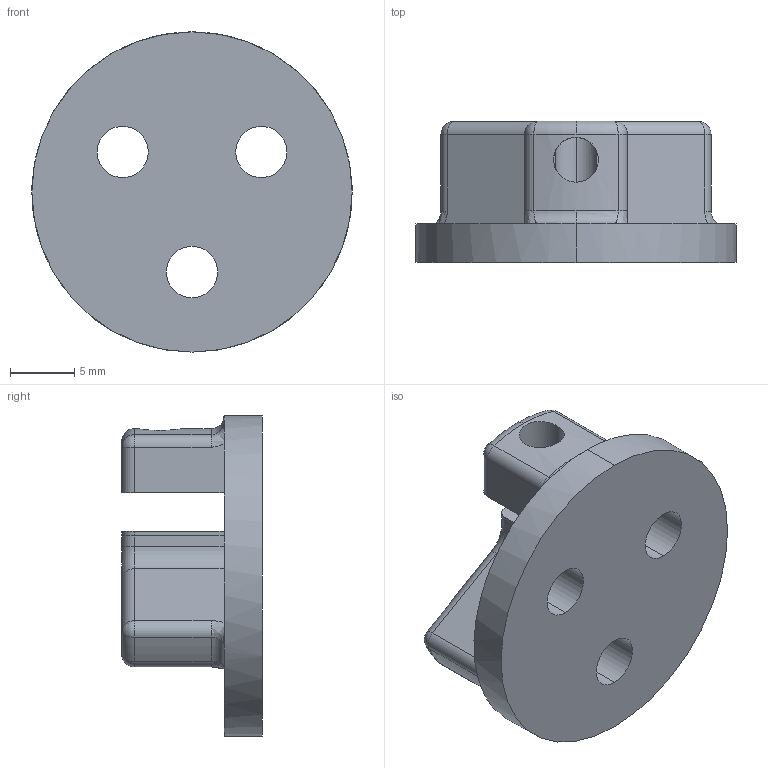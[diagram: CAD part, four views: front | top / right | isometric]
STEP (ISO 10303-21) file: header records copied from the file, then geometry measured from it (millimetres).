
FILE_DESCRIPTION (( 'STEP AP203' ), '1' );
FILE_NAME ('Cople_Predeterminado_sldprt.STEP', '2024-07-23T21:01:06', ( '' ), ( '' ), 'SwSTEP 2.0', 'SolidWorks 2018', '' );
FILE_SCHEMA (( 'CONFIG_CONTROL_DESIGN' ));
Length unit declared in the file: centimetre
Products named in the file (1): Cople_Predeterminado_sldprt
Bounding box: 25 x 11 x 25 mm (x, y, z)
Volume: 2295.4 mm3; surface area: 1992.7 mm2
Topology: 1 solids, 1 shells, 85 faces, 217 edges, 127 vertices
Faces by surface type: cylinder 39, plane 20, torus 14, sphere 6, bspline 6
Entity records: 2997 total; most frequent: CARTESIAN_POINT 882, DIRECTION 450, ORIENTED_EDGE 422, EDGE_CURVE 211, AXIS2_PLACEMENT_3D 189, VERTEX_POINT 127, CIRCLE 109, EDGE_LOOP 94
